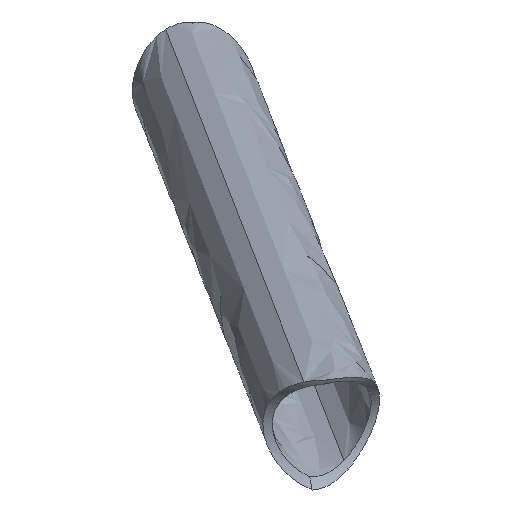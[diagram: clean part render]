
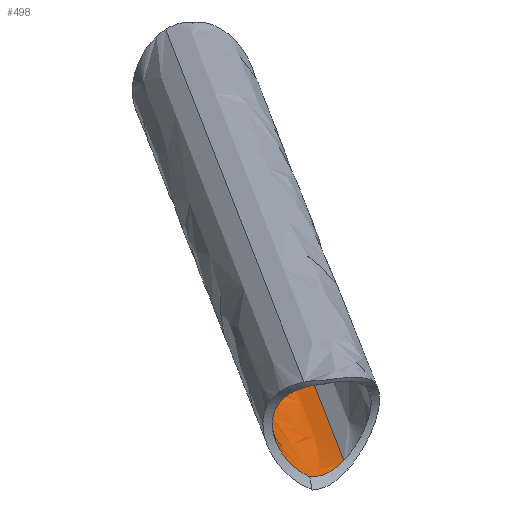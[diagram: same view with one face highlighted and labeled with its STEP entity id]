
A CAD part, top view. The second image highlights one B-rep face of the part: STEP entity #498.
In plain terms, the highlighted free-form (B-spline) face has degree [5, 4] with [6, 5] control points.
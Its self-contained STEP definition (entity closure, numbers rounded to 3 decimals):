
#67=CARTESIAN_POINT('Vertex',(-1866.961,-233.762,2.401)) ;
#71=CARTESIAN_POINT('Control Point',(-1865.447,-248.355,-4.313)) ;
#72=CARTESIAN_POINT('Control Point',(-1866.445,-248.222,-4.038)) ;
#73=CARTESIAN_POINT('Control Point',(-1867.378,-247.997,-3.588)) ;
#74=CARTESIAN_POINT('Control Point',(-1868.208,-247.679,-3.021)) ;
#75=CARTESIAN_POINT('Control Point',(-1869.806,-246.769,-1.678)) ;
#76=CARTESIAN_POINT('Control Point',(-1870.92,-245.355,-0.238)) ;
#77=CARTESIAN_POINT('Control Point',(-1871.368,-244.438,0.509)) ;
#78=CARTESIAN_POINT('Control Point',(-1871.855,-242.339,1.791)) ;
#79=CARTESIAN_POINT('Control Point',(-1871.528,-239.935,2.547)) ;
#80=CARTESIAN_POINT('Control Point',(-1871.162,-238.747,2.754)) ;
#81=CARTESIAN_POINT('Control Point',(-1870.254,-236.836,2.868)) ;
#82=CARTESIAN_POINT('Control Point',(-1868.94,-235.251,2.707)) ;
#83=CARTESIAN_POINT('Control Point',(-1868.332,-234.663,2.608)) ;
#84=CARTESIAN_POINT('Control Point',(-1867.668,-234.161,2.498)) ;
#85=CARTESIAN_POINT('Control Point',(-1866.961,-233.762,2.401)) ;
#86=CARTESIAN_POINT('Vertex',(-1865.447,-248.355,-4.313)) ;
#191=CARTESIAN_POINT('Control Point',(-1865.447,-248.355,-4.313)) ;
#192=CARTESIAN_POINT('Control Point',(-1864.296,-248.543,-4.544)) ;
#193=CARTESIAN_POINT('Control Point',(-1863.108,-248.613,-4.513)) ;
#194=CARTESIAN_POINT('Control Point',(-1861.988,-248.569,-4.267)) ;
#195=CARTESIAN_POINT('Control Point',(-1860.93,-248.416,-3.926)) ;
#196=CARTESIAN_POINT('Control Point',(-1859.949,-248.149,-3.518)) ;
#197=CARTESIAN_POINT('Vertex',(-1859.949,-248.149,-3.518)) ;
#413=CARTESIAN_POINT('Control Point',(-1836.61,-307.898,131.851)) ;
#414=CARTESIAN_POINT('Control Point',(-1844.291,-311.527,131.573)) ;
#415=CARTESIAN_POINT('Control Point',(-1851.522,-306.444,135.064)) ;
#416=CARTESIAN_POINT('Control Point',(-1851.072,-297.731,138.832)) ;
#417=CARTESIAN_POINT('Control Point',(-1843.39,-294.102,139.109)) ;
#418=CARTESIAN_POINT('Control Point',(-1841.61,-295.098,102.851)) ;
#419=CARTESIAN_POINT('Control Point',(-1849.291,-298.727,102.573)) ;
#420=CARTESIAN_POINT('Control Point',(-1856.522,-293.644,106.064)) ;
#421=CARTESIAN_POINT('Control Point',(-1856.072,-284.931,109.832)) ;
#422=CARTESIAN_POINT('Control Point',(-1848.39,-281.302,110.109)) ;
#423=CARTESIAN_POINT('Control Point',(-1846.61,-282.298,73.851)) ;
#424=CARTESIAN_POINT('Control Point',(-1854.291,-285.927,73.573)) ;
#425=CARTESIAN_POINT('Control Point',(-1861.522,-280.844,77.064)) ;
#426=CARTESIAN_POINT('Control Point',(-1861.072,-272.131,80.832)) ;
#427=CARTESIAN_POINT('Control Point',(-1853.39,-268.502,81.109)) ;
#428=CARTESIAN_POINT('Control Point',(-1851.61,-269.498,44.851)) ;
#429=CARTESIAN_POINT('Control Point',(-1859.291,-273.127,44.573)) ;
#430=CARTESIAN_POINT('Control Point',(-1866.522,-268.044,48.064)) ;
#431=CARTESIAN_POINT('Control Point',(-1866.072,-259.331,51.832)) ;
#432=CARTESIAN_POINT('Control Point',(-1858.39,-255.702,52.109)) ;
#433=CARTESIAN_POINT('Control Point',(-1856.61,-256.698,15.851)) ;
#434=CARTESIAN_POINT('Control Point',(-1864.291,-260.327,15.573)) ;
#435=CARTESIAN_POINT('Control Point',(-1871.522,-255.244,19.064)) ;
#436=CARTESIAN_POINT('Control Point',(-1871.072,-246.531,22.832)) ;
#437=CARTESIAN_POINT('Control Point',(-1863.39,-242.902,23.109)) ;
#438=CARTESIAN_POINT('Control Point',(-1861.61,-243.898,-13.149)) ;
#439=CARTESIAN_POINT('Control Point',(-1869.291,-247.527,-13.427)) ;
#440=CARTESIAN_POINT('Control Point',(-1876.522,-242.444,-9.936)) ;
#441=CARTESIAN_POINT('Control Point',(-1876.072,-233.731,-6.168)) ;
#442=CARTESIAN_POINT('Control Point',(-1868.39,-230.102,-5.891)) ;
#444=CARTESIAN_POINT('Control Point',(-1844.525,-304.431,123.544)) ;
#445=CARTESIAN_POINT('Control Point',(-1843.199,-304.552,122.465)) ;
#446=CARTESIAN_POINT('Control Point',(-1841.959,-304.182,121.261)) ;
#447=CARTESIAN_POINT('Control Point',(-1840.914,-303.554,120.091)) ;
#448=CARTESIAN_POINT('Control Point',(-1839.918,-302.755,118.983)) ;
#449=CARTESIAN_POINT('Control Point',(-1838.996,-301.789,118.009)) ;
#450=CARTESIAN_POINT('Vertex',(-1844.525,-304.431,123.544)) ;
#452=CARTESIAN_POINT('Vertex',(-1838.996,-301.789,118.009)) ;
#456=CARTESIAN_POINT('Control Point',(-1838.996,-301.789,118.009)) ;
#457=CARTESIAN_POINT('Control Point',(-1843.187,-291.061,93.704)) ;
#458=CARTESIAN_POINT('Control Point',(-1847.377,-280.333,69.398)) ;
#459=CARTESIAN_POINT('Control Point',(-1851.568,-269.605,45.093)) ;
#460=CARTESIAN_POINT('Control Point',(-1855.758,-258.877,20.788)) ;
#461=CARTESIAN_POINT('Control Point',(-1859.949,-248.149,-3.518)) ;
#464=CARTESIAN_POINT('Control Point',(-1845.022,-289.925,129.645)) ;
#465=CARTESIAN_POINT('Control Point',(-1849.41,-278.692,104.196)) ;
#466=CARTESIAN_POINT('Control Point',(-1853.798,-267.459,78.747)) ;
#467=CARTESIAN_POINT('Control Point',(-1858.185,-256.227,53.299)) ;
#468=CARTESIAN_POINT('Control Point',(-1862.573,-244.994,27.85)) ;
#469=CARTESIAN_POINT('Control Point',(-1866.961,-233.762,2.401)) ;
#470=CARTESIAN_POINT('Vertex',(-1845.022,-289.925,129.645)) ;
#474=CARTESIAN_POINT('Control Point',(-1844.525,-304.431,123.544)) ;
#475=CARTESIAN_POINT('Control Point',(-1845.384,-304.058,123.452)) ;
#476=CARTESIAN_POINT('Control Point',(-1846.196,-303.57,123.34)) ;
#477=CARTESIAN_POINT('Control Point',(-1846.95,-302.994,123.235)) ;
#478=CARTESIAN_POINT('Control Point',(-1848.487,-301.541,123.063)) ;
#479=CARTESIAN_POINT('Control Point',(-1849.653,-299.748,123.118)) ;
#480=CARTESIAN_POINT('Control Point',(-1850.16,-298.675,123.251)) ;
#481=CARTESIAN_POINT('Control Point',(-1850.771,-296.406,123.821)) ;
#482=CARTESIAN_POINT('Control Point',(-1850.478,-294.282,124.915)) ;
#483=CARTESIAN_POINT('Control Point',(-1850.085,-293.338,125.575)) ;
#484=CARTESIAN_POINT('Control Point',(-1849.034,-291.835,126.881)) ;
#485=CARTESIAN_POINT('Control Point',(-1847.536,-290.822,128.154)) ;
#486=CARTESIAN_POINT('Control Point',(-1846.754,-290.44,128.722)) ;
#487=CARTESIAN_POINT('Control Point',(-1845.911,-290.144,129.231)) ;
#488=CARTESIAN_POINT('Control Point',(-1845.022,-289.925,129.645)) ;
#491=ORIENTED_EDGE('',*,*,#454,.T.) ;
#492=ORIENTED_EDGE('',*,*,#462,.T.) ;
#493=ORIENTED_EDGE('',*,*,#199,.F.) ;
#494=ORIENTED_EDGE('',*,*,#88,.T.) ;
#495=ORIENTED_EDGE('',*,*,#472,.F.) ;
#496=ORIENTED_EDGE('',*,*,#489,.F.) ;
#498=ADVANCED_FACE('Corps principal',(#497),#412,.T.) ;
#70=B_SPLINE_CURVE_WITH_KNOTS('',5,(#71,#72,#73,#74,#75,#76,#77,#78,#79,#80,#81,#82,#83,#84,#85),.UNSPECIFIED.,.F.,.U.,(6,3,3,3,6),(0.,7.543,16.329,24.818,30.865),.UNSPECIFIED.) ;
#190=B_SPLINE_CURVE_WITH_KNOTS('',5,(#191,#192,#193,#194,#195,#196),.UNSPECIFIED.,.F.,.U.,(6,6),(0.,8.418),.UNSPECIFIED.) ;
#443=B_SPLINE_CURVE_WITH_KNOTS('',5,(#444,#445,#446,#447,#448,#449),.UNSPECIFIED.,.F.,.U.,(6,6),(6.992,19.043),.UNSPECIFIED.) ;
#473=B_SPLINE_CURVE_WITH_KNOTS('',5,(#474,#475,#476,#477,#478,#479,#480,#481,#482,#483,#484,#485,#486,#487,#488),.UNSPECIFIED.,.F.,.U.,(6,3,3,3,6),(6.28,12.894,20.935,29.179,36.62),.UNSPECIFIED.) ;
#88=EDGE_CURVE('',#87,#68,#70,.T.) ;
#199=EDGE_CURVE('',#87,#198,#190,.T.) ;
#454=EDGE_CURVE('',#451,#453,#443,.T.) ;
#462=EDGE_CURVE('',#453,#198,#455,.T.) ;
#472=EDGE_CURVE('',#471,#68,#463,.T.) ;
#489=EDGE_CURVE('',#451,#471,#473,.T.) ;
#490=EDGE_LOOP('',(#491,#492,#493,#494,#495,#496)) ;
#497=FACE_OUTER_BOUND('',#490,.T.) ;
#68=VERTEX_POINT('',#67) ;
#87=VERTEX_POINT('',#86) ;
#198=VERTEX_POINT('',#197) ;
#451=VERTEX_POINT('',#450) ;
#453=VERTEX_POINT('',#452) ;
#471=VERTEX_POINT('',#470) ;
#455=(BOUNDED_CURVE()B_SPLINE_CURVE(5,(#456,#457,#458,#459,#460,#461),.UNSPECIFIED.,.F.,.U.)B_SPLINE_CURVE_WITH_KNOTS((6,6),(15.317,149.798),.UNSPECIFIED.)CURVE()GEOMETRIC_REPRESENTATION_ITEM()RATIONAL_B_SPLINE_CURVE((1.,1.,1.,1.,1.,1.))REPRESENTATION_ITEM('')) ;
#463=(BOUNDED_CURVE()B_SPLINE_CURVE(5,(#464,#465,#466,#467,#468,#469),.UNSPECIFIED.,.F.,.U.)B_SPLINE_CURVE_WITH_KNOTS((6,6),(10.473,151.28),.UNSPECIFIED.)CURVE()GEOMETRIC_REPRESENTATION_ITEM()RATIONAL_B_SPLINE_CURVE((1.,1.,1.,1.,1.,1.))REPRESENTATION_ITEM('')) ;
#412=(BOUNDED_SURFACE()B_SPLINE_SURFACE(5,4,((#413,#414,#415,#416,#417),(#418,#419,#420,#421,#422),(#423,#424,#425,#426,#427),(#428,#429,#430,#431,#432),(#433,#434,#435,#436,#437),(#438,#439,#440,#441,#442)),.UNSPECIFIED.,.F.,.F.,.U.)B_SPLINE_SURFACE_WITH_KNOTS((6,6),(5,5),(0.,160.456),(0.,26.704),.UNSPECIFIED.)GEOMETRIC_REPRESENTATION_ITEM()RATIONAL_B_SPLINE_SURFACE(((1.,0.707,0.667,0.707,1.),(1.,0.707,0.667,0.707,1.),(1.,0.707,0.667,0.707,1.),(1.,0.707,0.667,0.707,1.),(1.,0.707,0.667,0.707,1.),(1.,0.707,0.667,0.707,1.)))REPRESENTATION_ITEM('Rational BSpline Surface')SURFACE()) ;
